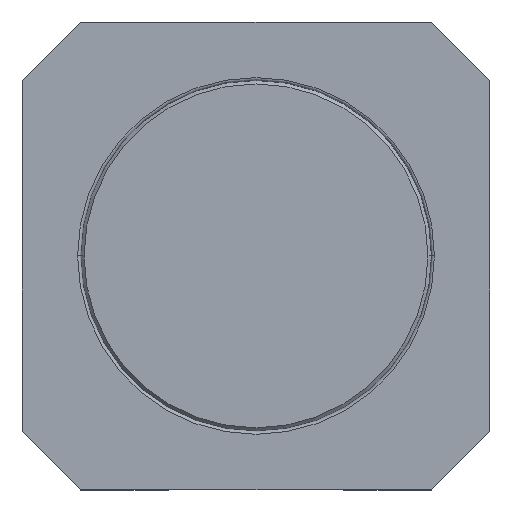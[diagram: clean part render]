
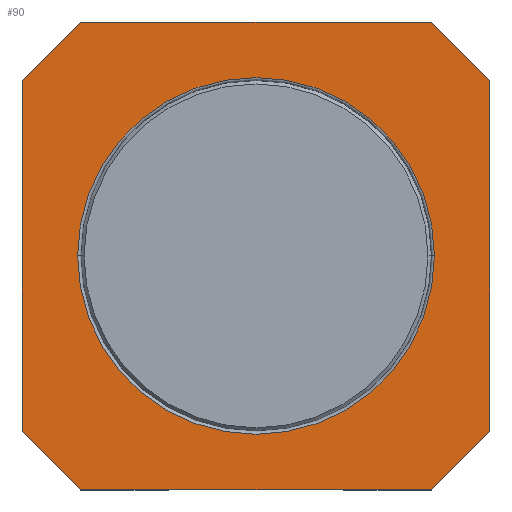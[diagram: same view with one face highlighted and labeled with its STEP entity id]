
A CAD part, top view. The second image highlights one B-rep face of the part: STEP entity #90.
In plain terms, the highlighted planar face has unit normal (0, 0, 1).
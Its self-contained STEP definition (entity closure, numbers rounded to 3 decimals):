
#13 = ORIENTED_EDGE ( 'NONE', *, *, #33, .T. ) ;
#14 = VERTEX_POINT ( 'NONE', #280 ) ;
#17 = EDGE_CURVE ( 'NONE', #14, #93, #321, .T. ) ;
#18 = ORIENTED_EDGE ( 'NONE', *, *, #88, .T. ) ;
#19 = ORIENTED_EDGE ( 'NONE', *, *, #59, .T. ) ;
#23 = ORIENTED_EDGE ( 'NONE', *, *, #30, .T. ) ;
#24 = EDGE_CURVE ( 'NONE', #91, #38, #359, .T. ) ;
#30 = EDGE_CURVE ( 'NONE', #38, #95, #578, .T. ) ;
#33 = EDGE_CURVE ( 'NONE', #93, #54, #579, .T. ) ;
#35 = VERTEX_POINT ( 'NONE', #574 ) ;
#36 = VERTEX_POINT ( 'NONE', #561 ) ;
#38 = VERTEX_POINT ( 'NONE', #572 ) ;
#39 = ORIENTED_EDGE ( 'NONE', *, *, #24, .T. ) ;
#41 = EDGE_LOOP ( 'NONE', ( #92, #89 ) ) ;
#54 = VERTEX_POINT ( 'NONE', #596 ) ;
#56 = ORIENTED_EDGE ( 'NONE', *, *, #17, .T. ) ;
#59 = EDGE_CURVE ( 'NONE', #54, #35, #584, .T. ) ;
#61 = EDGE_CURVE ( 'NONE', #35, #36, #424, .T. ) ;
#63 = ORIENTED_EDGE ( 'NONE', *, *, #61, .T. ) ;
#64 = EDGE_CURVE ( 'NONE', #36, #91, #418, .T. ) ;
#66 = ORIENTED_EDGE ( 'NONE', *, *, #64, .T. ) ;
#87 = EDGE_LOOP ( 'NONE', ( #39, #23, #18, #56, #13, #19, #63, #66 ) ) ;
#88 = EDGE_CURVE ( 'NONE', #95, #14, #507, .T. ) ;
#89 = ORIENTED_EDGE ( 'NONE', *, *, #126, .T. ) ;
#90 = ADVANCED_FACE ( 'NONE', ( #476, #508 ), #470, .T. ) ;
#91 = VERTEX_POINT ( 'NONE', #464 ) ;
#92 = ORIENTED_EDGE ( 'NONE', *, *, #230, .T. ) ;
#93 = VERTEX_POINT ( 'NONE', #460 ) ;
#95 = VERTEX_POINT ( 'NONE', #611 ) ;
#118 = VERTEX_POINT ( 'NONE', #705 ) ;
#126 = EDGE_CURVE ( 'NONE', #139, #118, #699, .T. ) ;
#139 = VERTEX_POINT ( 'NONE', #754 ) ;
#230 = EDGE_CURVE ( 'NONE', #118, #139, #1000, .T. ) ;
#280 = CARTESIAN_POINT ( 'NONE',  ( 1.5, -2., 0.81 ) ) ;
#313 = DIRECTION ( 'NONE',  ( 0.707, 0.707, 0. ) ) ;
#314 = VECTOR ( 'NONE', #313, 1000. ) ;
#320 = CARTESIAN_POINT ( 'NONE',  ( 1.5, -2., 0.81 ) ) ;
#321 = LINE ( 'NONE', #320, #314 ) ;
#323 = DIRECTION ( 'NONE',  ( 0., -1., 0. ) ) ;
#324 = VECTOR ( 'NONE', #323, 1000. ) ;
#358 = CARTESIAN_POINT ( 'NONE',  ( -2., 1.5, 0.81 ) ) ;
#359 = LINE ( 'NONE', #358, #324 ) ;
#415 = DIRECTION ( 'NONE',  ( -0.707, -0.707, 0. ) ) ;
#416 = VECTOR ( 'NONE', #415, 1000. ) ;
#417 = CARTESIAN_POINT ( 'NONE',  ( -1.5, 2., 0.81 ) ) ;
#418 = LINE ( 'NONE', #417, #416 ) ;
#421 = DIRECTION ( 'NONE',  ( -1., 0., 0. ) ) ;
#422 = VECTOR ( 'NONE', #421, 1000. ) ;
#423 = CARTESIAN_POINT ( 'NONE',  ( -1.5, 2., 0.81 ) ) ;
#424 = LINE ( 'NONE', #423, #422 ) ;
#426 = DIRECTION ( 'NONE',  ( -0.707, 0.707, 0. ) ) ;
#427 = VECTOR ( 'NONE', #426, 1000. ) ;
#428 = CARTESIAN_POINT ( 'NONE',  ( 1.5, 2., 0.81 ) ) ;
#460 = CARTESIAN_POINT ( 'NONE',  ( 2., -1.5, 0.81 ) ) ;
#461 = DIRECTION ( 'NONE',  ( 1., 0., 0. ) ) ;
#462 = VECTOR ( 'NONE', #461, 1000. ) ;
#463 = CARTESIAN_POINT ( 'NONE',  ( -1.5, -2., 0.81 ) ) ;
#464 = CARTESIAN_POINT ( 'NONE',  ( -2., 1.5, 0.81 ) ) ;
#470 = PLANE ( 'NONE',  #619 ) ;
#476 = FACE_BOUND ( 'NONE', #41, .T. ) ;
#507 = LINE ( 'NONE', #463, #462 ) ;
#508 = FACE_OUTER_BOUND ( 'NONE', #87, .T. ) ;
#561 = CARTESIAN_POINT ( 'NONE',  ( -1.5, 2., 0.81 ) ) ;
#566 = DIRECTION ( 'NONE',  ( 0., 1., 0. ) ) ;
#567 = VECTOR ( 'NONE', #566, 1000. ) ;
#568 = CARTESIAN_POINT ( 'NONE',  ( 2., 1.5, 0.81 ) ) ;
#572 = CARTESIAN_POINT ( 'NONE',  ( -2., -1.5, 0.81 ) ) ;
#574 = CARTESIAN_POINT ( 'NONE',  ( 1.5, 2., 0.81 ) ) ;
#575 = DIRECTION ( 'NONE',  ( 0.707, -0.707, 0. ) ) ;
#576 = VECTOR ( 'NONE', #575, 1000. ) ;
#577 = CARTESIAN_POINT ( 'NONE',  ( -2., -1.5, 0.81 ) ) ;
#578 = LINE ( 'NONE', #577, #576 ) ;
#579 = LINE ( 'NONE', #568, #567 ) ;
#584 = LINE ( 'NONE', #428, #427 ) ;
#596 = CARTESIAN_POINT ( 'NONE',  ( 2., 1.5, 0.81 ) ) ;
#611 = CARTESIAN_POINT ( 'NONE',  ( -1.5, -2., 0.81 ) ) ;
#616 = DIRECTION ( 'NONE',  ( 1., 0., 0. ) ) ;
#617 = DIRECTION ( 'NONE',  ( 0., 0., 1. ) ) ;
#618 = CARTESIAN_POINT ( 'NONE',  ( -2., -2., 0.81 ) ) ;
#619 = AXIS2_PLACEMENT_3D ( 'NONE', #618, #617, #616 ) ;
#691 = CARTESIAN_POINT ( 'NONE',  ( 0., 0., 0.81 ) ) ;
#692 = AXIS2_PLACEMENT_3D ( 'NONE', #691, #742, #741 ) ;
#699 = CIRCLE ( 'NONE', #692, 1.525 ) ;
#705 = CARTESIAN_POINT ( 'NONE',  ( 1.525, 0., 0.81 ) ) ;
#741 = DIRECTION ( 'NONE',  ( 1., 0., 0. ) ) ;
#742 = DIRECTION ( 'NONE',  ( 0., 0., -1. ) ) ;
#754 = CARTESIAN_POINT ( 'NONE',  ( -1.525, 0., 0.81 ) ) ;
#984 = DIRECTION ( 'NONE',  ( 1., 0., 0. ) ) ;
#985 = DIRECTION ( 'NONE',  ( 0., 0., -1. ) ) ;
#986 = AXIS2_PLACEMENT_3D ( 'NONE', #994, #985, #984 ) ;
#994 = CARTESIAN_POINT ( 'NONE',  ( 0., 0., 0.81 ) ) ;
#1000 = CIRCLE ( 'NONE', #986, 1.525 ) ;
